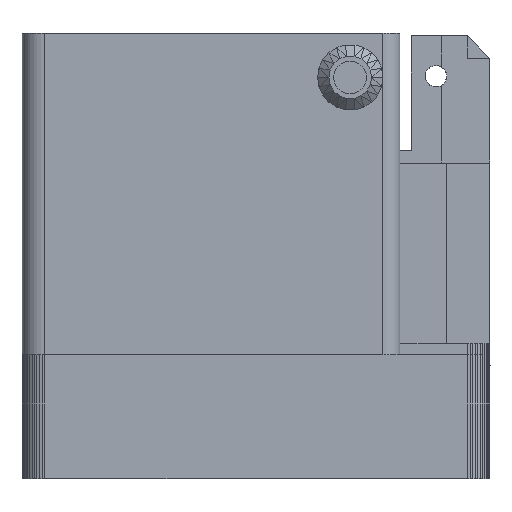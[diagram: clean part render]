
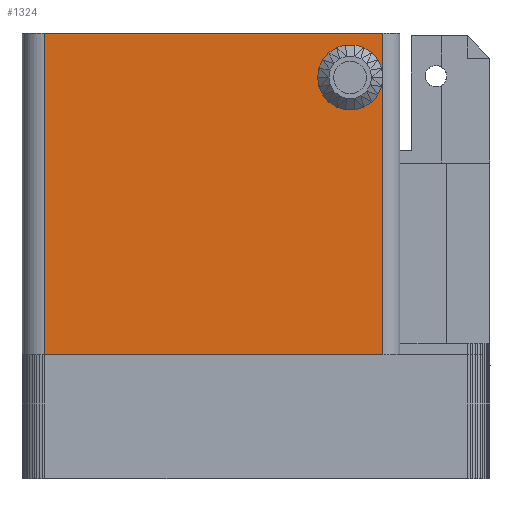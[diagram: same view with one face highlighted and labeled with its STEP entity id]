
A CAD part, left-side view. The second image highlights one B-rep face of the part: STEP entity #1324.
In plain terms, the highlighted planar face has unit normal (-1, 0, 0).
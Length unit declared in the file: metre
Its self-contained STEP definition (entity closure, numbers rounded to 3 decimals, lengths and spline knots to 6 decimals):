
#630=CARTESIAN_POINT('',(-0.024,0.00504,0.0107));
#631=VERTEX_POINT('',#630);
#666=CARTESIAN_POINT('',(-0.024,0.00504,0.0392));
#667=VERTEX_POINT('',#666);
#675=CARTESIAN_POINT('',(-0.024,0.00504,0.04385));
#676=DIRECTION('',(0.,0.,-1.));
#677=VECTOR('',#676,0.0378);
#678=LINE('',#675,#677);
#679=EDGE_CURVE('',#667,#631,#678,.T.);
#1098=CARTESIAN_POINT('',(-0.024,0.03504,0.0392));
#1099=VERTEX_POINT('',#1098);
#1106=CARTESIAN_POINT('',(-0.024,12345.021585,0.0392));
#1107=DIRECTION('',(0.,-1.,0.));
#1108=VECTOR('',#1107,24690.);
#1109=LINE('',#1106,#1108);
#1110=EDGE_CURVE('',#1099,#667,#1109,.T.);
#1115=CARTESIAN_POINT('',(-0.024,0.01038,0.033732));
#1116=DIRECTION('',(-1.,0.,0.));
#1117=DIRECTION('',(0.,0.,1.));
#1118=AXIS2_PLACEMENT_3D('',#1115,#1116,#1117);
#1119=PLANE('',#1118);
#1120=ORIENTED_EDGE('',*,*,#679,.F.);
#1121=ORIENTED_EDGE('',*,*,#1110,.F.);
#1122=CARTESIAN_POINT('',(-0.024,0.03504,0.0392));
#1123=VERTEX_POINT('',#1122);
#1124=CARTESIAN_POINT('',(-0.024,0.03504,-100.));
#1125=DIRECTION('',(0.,0.,1.));
#1126=VECTOR('',#1125,200.);
#1127=LINE('',#1124,#1126);
#1128=EDGE_CURVE('',#1123,#1099,#1127,.T.);
#1129=ORIENTED_EDGE('',*,*,#1128,.F.);
#1130=CARTESIAN_POINT('',(-0.024,0.03504,0.0107));
#1131=VERTEX_POINT('',#1130);
#1132=CARTESIAN_POINT('',(-0.024,0.03504,0.0045));
#1133=DIRECTION('',(0.,-0.,1.));
#1134=VECTOR('',#1133,0.0409);
#1135=LINE('',#1132,#1134);
#1136=EDGE_CURVE('',#1131,#1123,#1135,.T.);
#1137=ORIENTED_EDGE('',*,*,#1136,.F.);
#1138=CARTESIAN_POINT('',(-0.024,12345.00296,0.0107));
#1139=DIRECTION('',(-0.,-1.,-0.));
#1140=VECTOR('',#1139,24690.);
#1141=LINE('',#1138,#1140);
#1142=EDGE_CURVE('',#1131,#631,#1141,.T.);
#1143=ORIENTED_EDGE('',*,*,#1142,.T.);
#1144=EDGE_LOOP('',(#1120,#1121,#1129,#1137,#1143));
#1145=FACE_BOUND('',#1144,.T.);
#1146=CARTESIAN_POINT('',(-0.024,0.010723,0.036117));
#1147=VERTEX_POINT('',#1146);
#1148=CARTESIAN_POINT('',(-0.024,0.01084,0.0353));
#1149=VERTEX_POINT('',#1148);
#1150=CARTESIAN_POINT('',(-0.024,-14.361885,100.));
#1151=DIRECTION('',(0.,0.142,-0.99));
#1152=VECTOR('',#1151,202.056637);
#1153=LINE('',#1150,#1152);
#1154=EDGE_CURVE('',#1147,#1149,#1153,.T.);
#1155=ORIENTED_EDGE('',*,*,#1154,.F.);
#1156=CARTESIAN_POINT('',(-0.024,0.01038,0.036868));
#1157=VERTEX_POINT('',#1156);
#1158=CARTESIAN_POINT('',(-0.024,-45.64113,100.));
#1159=DIRECTION('',(0.,0.415,-0.91));
#1160=VECTOR('',#1159,219.869032);
#1161=LINE('',#1158,#1160);
#1162=EDGE_CURVE('',#1157,#1147,#1161,.T.);
#1163=ORIENTED_EDGE('',*,*,#1162,.F.);
#1164=CARTESIAN_POINT('',(-0.024,0.009839,0.037492));
#1165=VERTEX_POINT('',#1164);
#1166=CARTESIAN_POINT('',(-0.024,-86.608266,100.));
#1167=DIRECTION('',(0.,0.655,-0.756));
#1168=VECTOR('',#1167,264.638055);
#1169=LINE('',#1166,#1168);
#1170=EDGE_CURVE('',#1165,#1157,#1169,.T.);
#1171=ORIENTED_EDGE('',*,*,#1170,.F.);
#1172=CARTESIAN_POINT('',(-0.024,0.009145,0.037938));
#1173=VERTEX_POINT('',#1172);
#1174=CARTESIAN_POINT('',(-0.024,-99.99206,64.304946));
#1175=DIRECTION('',(0.,0.841,-0.541));
#1176=VECTOR('',#1175,237.740605);
#1177=LINE('',#1174,#1176);
#1178=EDGE_CURVE('',#1173,#1165,#1177,.T.);
#1179=ORIENTED_EDGE('',*,*,#1178,.F.);
#1180=CARTESIAN_POINT('',(-0.024,0.008353,0.03817));
#1181=VERTEX_POINT('',#1180);
#1182=CARTESIAN_POINT('',(-0.024,100.00794,-29.324123));
#1183=DIRECTION('',(-0.,-0.959,0.282));
#1184=VECTOR('',#1183,208.443291);
#1185=LINE('',#1182,#1184);
#1186=EDGE_CURVE('',#1173,#1181,#1185,.T.);
#1187=ORIENTED_EDGE('',*,*,#1186,.T.);
#1188=CARTESIAN_POINT('',(-0.024,0.007527,0.03817));
#1189=VERTEX_POINT('',#1188);
#1190=CARTESIAN_POINT('',(-0.024,-99.99206,0.03817));
#1191=DIRECTION('',(0.,1.,0.));
#1192=VECTOR('',#1191,200.);
#1193=LINE('',#1190,#1192);
#1194=EDGE_CURVE('',#1189,#1181,#1193,.T.);
#1195=ORIENTED_EDGE('',*,*,#1194,.F.);
#1196=CARTESIAN_POINT('',(-0.024,0.006735,0.037938));
#1197=VERTEX_POINT('',#1196);
#1198=CARTESIAN_POINT('',(-0.024,-99.99206,-29.32412));
#1199=DIRECTION('',(0.,0.959,0.282));
#1200=VECTOR('',#1199,208.44329);
#1201=LINE('',#1198,#1200);
#1202=EDGE_CURVE('',#1197,#1189,#1201,.T.);
#1203=ORIENTED_EDGE('',*,*,#1202,.F.);
#1204=CARTESIAN_POINT('',(-0.024,0.006041,0.037492));
#1205=VERTEX_POINT('',#1204);
#1206=CARTESIAN_POINT('',(-0.024,-99.99206,-64.227517));
#1207=DIRECTION('',(0.,0.841,0.541));
#1208=VECTOR('',#1207,237.7406);
#1209=LINE('',#1206,#1208);
#1210=EDGE_CURVE('',#1205,#1197,#1209,.T.);
#1211=ORIENTED_EDGE('',*,*,#1210,.F.);
#1212=CARTESIAN_POINT('',(-0.024,0.0055,0.036868));
#1213=VERTEX_POINT('',#1212);
#1214=CARTESIAN_POINT('',(-0.024,-86.677037,-100.));
#1215=DIRECTION('',(0.,0.655,0.756));
#1216=VECTOR('',#1215,264.638055);
#1217=LINE('',#1214,#1216);
#1218=EDGE_CURVE('',#1213,#1205,#1217,.T.);
#1219=ORIENTED_EDGE('',*,*,#1218,.F.);
#1220=CARTESIAN_POINT('',(-0.024,0.005157,0.036117));
#1221=VERTEX_POINT('',#1220);
#1222=CARTESIAN_POINT('',(-0.024,-45.679683,-100.));
#1223=DIRECTION('',(0.,0.415,0.91));
#1224=VECTOR('',#1223,219.869032);
#1225=LINE('',#1222,#1224);
#1226=EDGE_CURVE('',#1221,#1213,#1225,.T.);
#1227=ORIENTED_EDGE('',*,*,#1226,.F.);
#1228=CARTESIAN_POINT('',(-0.024,0.00504,0.0353));
#1229=VERTEX_POINT('',#1228);
#1230=CARTESIAN_POINT('',(-0.024,14.377765,100.));
#1231=DIRECTION('',(-0.,-0.142,-0.99));
#1232=VECTOR('',#1231,202.056637);
#1233=LINE('',#1230,#1232);
#1234=EDGE_CURVE('',#1221,#1229,#1233,.T.);
#1235=ORIENTED_EDGE('',*,*,#1234,.T.);
#1236=CARTESIAN_POINT('',(-0.024,0.005157,0.034483));
#1237=VERTEX_POINT('',#1236);
#1238=CARTESIAN_POINT('',(-0.024,14.387982,-100.));
#1239=DIRECTION('',(0.,-0.142,0.99));
#1240=VECTOR('',#1239,202.056656);
#1241=LINE('',#1238,#1240);
#1242=EDGE_CURVE('',#1237,#1229,#1241,.T.);
#1243=ORIENTED_EDGE('',*,*,#1242,.F.);
#1244=CARTESIAN_POINT('',(-0.024,0.0055,0.033732));
#1245=VERTEX_POINT('',#1244);
#1246=CARTESIAN_POINT('',(-0.024,45.68947,-100.));
#1247=DIRECTION('',(0.,-0.415,0.91));
#1248=VECTOR('',#1247,219.869214);
#1249=LINE('',#1246,#1248);
#1250=EDGE_CURVE('',#1245,#1237,#1249,.T.);
#1251=ORIENTED_EDGE('',*,*,#1250,.F.);
#1252=CARTESIAN_POINT('',(-0.024,0.006041,0.033108));
#1253=VERTEX_POINT('',#1252);
#1254=CARTESIAN_POINT('',(-0.024,86.685321,-100.));
#1255=DIRECTION('',(0.,-0.655,0.756));
#1256=VECTOR('',#1255,264.638055);
#1257=LINE('',#1254,#1256);
#1258=EDGE_CURVE('',#1253,#1245,#1257,.T.);
#1259=ORIENTED_EDGE('',*,*,#1258,.F.);
#1260=CARTESIAN_POINT('',(-0.024,0.006735,0.032662));
#1261=VERTEX_POINT('',#1260);
#1262=CARTESIAN_POINT('',(-0.024,100.00794,-64.234346));
#1263=DIRECTION('',(0.,-0.841,0.541));
#1264=VECTOR('',#1263,237.740605);
#1265=LINE('',#1262,#1264);
#1266=EDGE_CURVE('',#1261,#1253,#1265,.T.);
#1267=ORIENTED_EDGE('',*,*,#1266,.F.);
#1268=CARTESIAN_POINT('',(-0.024,0.007527,0.03243));
#1269=VERTEX_POINT('',#1268);
#1270=CARTESIAN_POINT('',(-0.024,-99.99206,29.394723));
#1271=DIRECTION('',(-0.,0.959,-0.282));
#1272=VECTOR('',#1271,208.443291);
#1273=LINE('',#1270,#1272);
#1274=EDGE_CURVE('',#1261,#1269,#1273,.T.);
#1275=ORIENTED_EDGE('',*,*,#1274,.T.);
#1276=CARTESIAN_POINT('',(-0.024,0.008353,0.03243));
#1277=VERTEX_POINT('',#1276);
#1278=CARTESIAN_POINT('',(-0.024,100.00794,0.03243));
#1279=DIRECTION('',(0.,-1.,0.));
#1280=VECTOR('',#1279,200.);
#1281=LINE('',#1278,#1280);
#1282=EDGE_CURVE('',#1277,#1269,#1281,.T.);
#1283=ORIENTED_EDGE('',*,*,#1282,.F.);
#1284=CARTESIAN_POINT('',(-0.024,0.009145,0.032662));
#1285=VERTEX_POINT('',#1284);
#1286=CARTESIAN_POINT('',(-0.024,100.00794,29.39472));
#1287=DIRECTION('',(-0.,-0.959,-0.282));
#1288=VECTOR('',#1287,208.44329);
#1289=LINE('',#1286,#1288);
#1290=EDGE_CURVE('',#1285,#1277,#1289,.T.);
#1291=ORIENTED_EDGE('',*,*,#1290,.F.);
#1292=CARTESIAN_POINT('',(-0.024,0.009839,0.033108));
#1293=VERTEX_POINT('',#1292);
#1294=CARTESIAN_POINT('',(-0.024,100.00794,64.298117));
#1295=DIRECTION('',(-0.,-0.841,-0.541));
#1296=VECTOR('',#1295,237.7406);
#1297=LINE('',#1294,#1296);
#1298=EDGE_CURVE('',#1293,#1285,#1297,.T.);
#1299=ORIENTED_EDGE('',*,*,#1298,.F.);
#1300=CARTESIAN_POINT('',(-0.024,0.01038,0.033732));
#1301=VERTEX_POINT('',#1300);
#1302=CARTESIAN_POINT('',(-0.024,86.631742,100.));
#1303=DIRECTION('',(-0.,-0.655,-0.756));
#1304=VECTOR('',#1303,264.638055);
#1305=LINE('',#1302,#1304);
#1306=EDGE_CURVE('',#1301,#1293,#1305,.T.);
#1307=ORIENTED_EDGE('',*,*,#1306,.F.);
#1308=CARTESIAN_POINT('',(-0.024,0.010723,0.034483));
#1309=VERTEX_POINT('',#1308);
#1310=CARTESIAN_POINT('',(-0.024,-45.673595,-100.));
#1311=DIRECTION('',(0.,0.415,0.91));
#1312=VECTOR('',#1311,219.869218);
#1313=LINE('',#1310,#1312);
#1314=EDGE_CURVE('',#1301,#1309,#1313,.T.);
#1315=ORIENTED_EDGE('',*,*,#1314,.T.);
#1316=CARTESIAN_POINT('',(-0.024,-14.372101,-100.));
#1317=DIRECTION('',(0.,0.142,0.99));
#1318=VECTOR('',#1317,202.056656);
#1319=LINE('',#1316,#1318);
#1320=EDGE_CURVE('',#1309,#1149,#1319,.T.);
#1321=ORIENTED_EDGE('',*,*,#1320,.T.);
#1322=EDGE_LOOP('',(#1155,#1163,#1171,#1179,#1187,#1195,#1203,#1211,#1219,#1227,#1235,#1243,#1251,#1259,#1267,#1275,#1283,#1291,#1299,#1307,#1315,#1321));
#1323=FACE_BOUND('',#1322,.T.);
#1324=ADVANCED_FACE('',(#1145,#1323),#1119,.T.);
